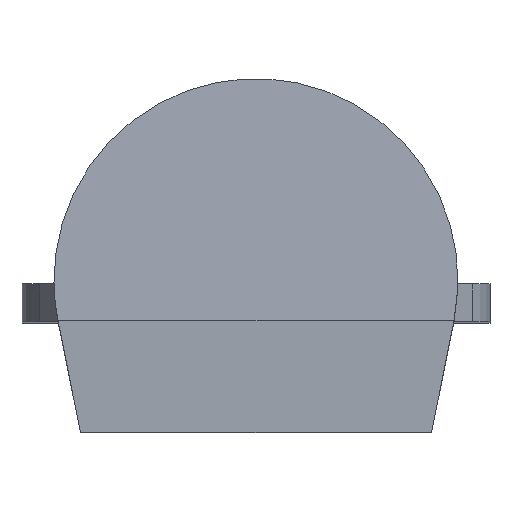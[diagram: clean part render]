
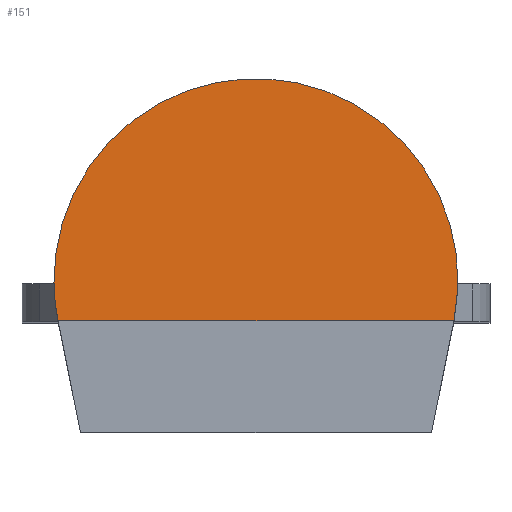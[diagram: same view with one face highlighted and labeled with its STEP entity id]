
A CAD part, top view. The second image highlights one B-rep face of the part: STEP entity #151.
In plain terms, the highlighted planar face has unit normal (0, 0.035, 0.999).
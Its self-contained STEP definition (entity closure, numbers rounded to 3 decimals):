
#151=ADVANCED_FACE('',(#515),#517,.F.);
#515=FACE_BOUND('',#516,.T.);
#516=EDGE_LOOP('',(#786,#787));
#517=PLANE('',#518);
#518=AXIS2_PLACEMENT_3D('',#519,#520,#521);
#519=CARTESIAN_POINT('',(4.94,2.65,8.1));
#520=DIRECTION('',(-0.,-0.035,-0.999));
#521=DIRECTION('',(0.,-0.999,0.035));
#786=ORIENTED_EDGE('',*,*,#967,.F.);
#787=ORIENTED_EDGE('',*,*,#969,.F.);
#967=EDGE_CURVE('',#1067,#1054,#1073,.F.);
#969=EDGE_CURVE('',#1054,#1067,#1075,.T.);
#1054=VERTEX_POINT('',#1216);
#1067=VERTEX_POINT('',#1243);
#1073=(BOUNDED_CURVE()B_SPLINE_CURVE(3,
(#1261,#1262,#1263,#1264,#1265,#1266,#1267),
.UNSPECIFIED.,.F.,.F.)B_SPLINE_CURVE_WITH_KNOTS((4,3,4),
(0.,0.5,1.),
.UNSPECIFIED.)CURVE()GEOMETRIC_REPRESENTATION_ITEM()RATIONAL_B_SPLINE_CURVE((1.,
0.756,0.756,1.,0.756,0.756,1.))
REPRESENTATION_ITEM(''));
#1075=LINE('',#1271,#1272);
#1216=CARTESIAN_POINT('',(4.893,-0.225,8.2));
#1243=CARTESIAN_POINT('',(0.187,-0.225,8.2));
#1261=CARTESIAN_POINT('',(4.893,-0.225,8.2));
#1262=CARTESIAN_POINT('',(5.217,1.382,8.144));
#1263=CARTESIAN_POINT('',(4.179,2.65,8.1));
#1264=CARTESIAN_POINT('',(2.54,2.65,8.1));
#1265=CARTESIAN_POINT('',(0.901,2.65,8.1));
#1266=CARTESIAN_POINT('',(-0.137,1.382,8.144));
#1267=CARTESIAN_POINT('',(0.187,-0.225,8.2));
#1271=CARTESIAN_POINT('',(4.893,-0.225,8.2));
#1272=VECTOR('',#1273,1.);
#1273=DIRECTION('',(-1.,0.,0.));
